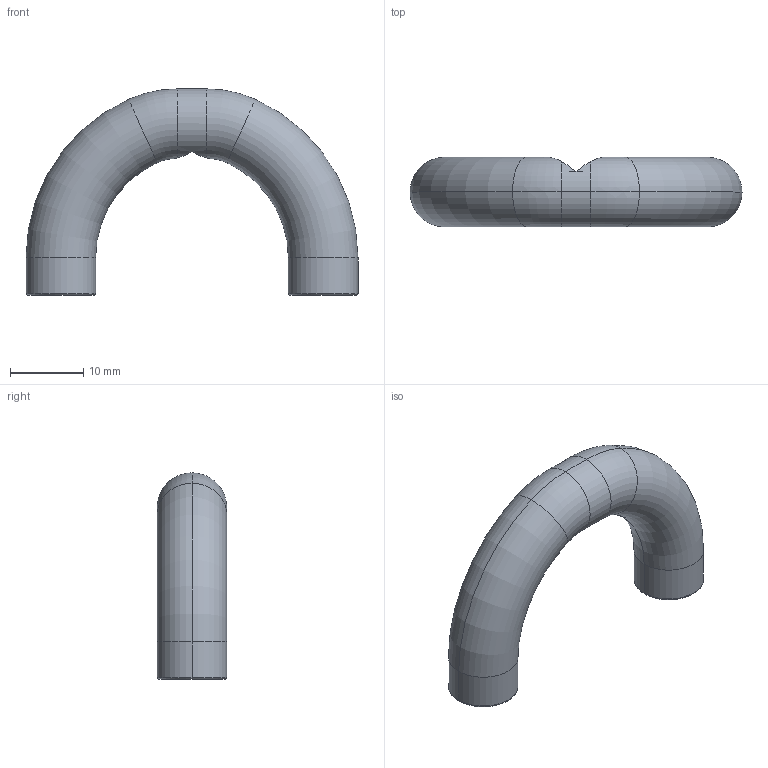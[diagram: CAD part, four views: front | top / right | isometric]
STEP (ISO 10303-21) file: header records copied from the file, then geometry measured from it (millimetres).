
FILE_DESCRIPTION(('produced by SPATIAL CORP'),'2;1');
FILE_NAME( 'return_20.prt.hh.sat.stp', '2002-04-19T13:37:29+00:00',('SPATIAL CORP'),('SPATIAL CORP'), 'ACIS STEP Husk','http://www.spatial.com','SPATIAL CORP');
FILE_SCHEMA(('CONFIG_CONTROL_DESIGN'));
Length unit declared in the file: millimetre
Products named in the file (1): PRODUCT_ID_1
Bounding box: 45.44 x 9.53 x 28.22 mm (x, y, z)
Volume: 1740 mm3; surface area: 3531.1 mm2
Topology: 1 solids, 1 shells, 38 faces, 88 edges, 50 vertices
Faces by surface type: torus 20, cylinder 14, plane 4
Entity records: 1263 total; most frequent: CARTESIAN_POINT 290, DIRECTION 212, ORIENTED_EDGE 176, AXIS2_PLACEMENT_3D 100, EDGE_CURVE 88, CIRCLE 60, VERTEX_POINT 50, EDGE_LOOP 40
